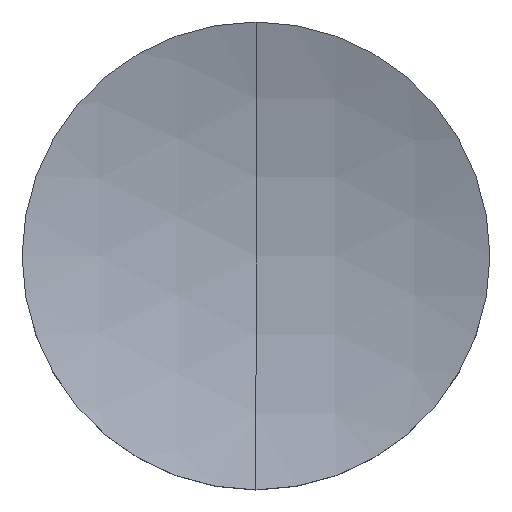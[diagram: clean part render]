
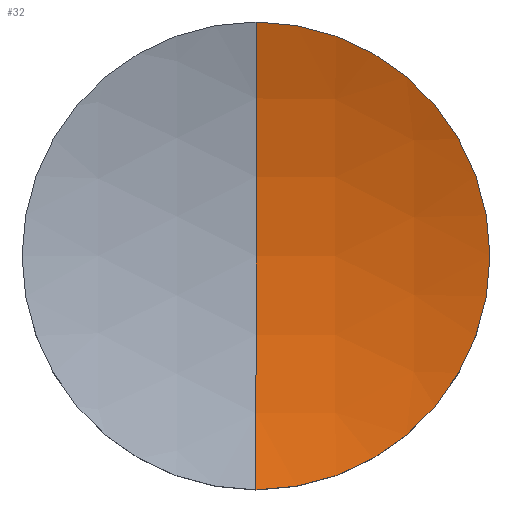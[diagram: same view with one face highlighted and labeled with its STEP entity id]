
A CAD part, top view. The second image highlights one B-rep face of the part: STEP entity #32.
In plain terms, the highlighted spherical face has radius 38.6 mm.
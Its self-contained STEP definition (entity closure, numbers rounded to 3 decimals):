
#11 = VERTEX_POINT ( 'NONE', #80 ) ;
#15 = ORIENTED_EDGE ( 'NONE', *, *, #49, .T. ) ;
#19 = ORIENTED_EDGE ( 'NONE', *, *, #20, .T. ) ;
#20 = EDGE_CURVE ( 'NONE', #37, #50, #88, .T. ) ;
#32 = ADVANCED_FACE ( 'NONE', ( #132 ), #136, .F. ) ;
#33 = EDGE_LOOP ( 'NONE', ( #63, #35, #19, #15 ) ) ;
#35 = ORIENTED_EDGE ( 'NONE', *, *, #36, .T. ) ;
#36 = EDGE_CURVE ( 'NONE', #65, #37, #111, .T. ) ;
#37 = VERTEX_POINT ( 'NONE', #141 ) ;
#49 = EDGE_CURVE ( 'NONE', #50, #11, #147, .T. ) ;
#50 = VERTEX_POINT ( 'NONE', #191 ) ;
#63 = ORIENTED_EDGE ( 'NONE', *, *, #64, .F. ) ;
#64 = EDGE_CURVE ( 'NONE', #65, #11, #162, .T. ) ;
#65 = VERTEX_POINT ( 'NONE', #163 ) ;
#71 = DIRECTION ( 'NONE',  ( 0., 0., 1. ) ) ;
#75 = DIRECTION ( 'NONE',  ( 1., 0., 0. ) ) ;
#80 = CARTESIAN_POINT ( 'NONE',  ( 0., 12.5, 2.79 ) ) ;
#87 = AXIS2_PLACEMENT_3D ( 'NONE', #96, #71, #75 ) ;
#88 = CIRCLE ( 'NONE', #87, 12.5 ) ;
#96 = CARTESIAN_POINT ( 'NONE',  ( 0., 0., 2.79 ) ) ;
#108 = DIRECTION ( 'NONE',  ( -1., 0., 0. ) ) ;
#109 = CARTESIAN_POINT ( 'NONE',  ( 0., 0., 39.31 ) ) ;
#110 = AXIS2_PLACEMENT_3D ( 'NONE', #109, #108, #142 ) ;
#111 = CIRCLE ( 'NONE', #110, 38.6 ) ;
#112 = DIRECTION ( 'NONE',  ( 0., 1., 0. ) ) ;
#113 = DIRECTION ( 'NONE',  ( -1., 0., 0. ) ) ;
#132 = FACE_OUTER_BOUND ( 'NONE', #33, .T. ) ;
#134 = CARTESIAN_POINT ( 'NONE',  ( 0., 0., 39.31 ) ) ;
#135 = AXIS2_PLACEMENT_3D ( 'NONE', #134, #113, #112 ) ;
#136 = SPHERICAL_SURFACE ( 'NONE', #135, 38.6 ) ;
#141 = CARTESIAN_POINT ( 'NONE',  ( 0., -12.5, 2.79 ) ) ;
#142 = DIRECTION ( 'NONE',  ( 0., -1., 0. ) ) ;
#145 = DIRECTION ( 'NONE',  ( 0., 0., -1. ) ) ;
#146 = DIRECTION ( 'NONE',  ( 1., 0., 0. ) ) ;
#147 = CIRCLE ( 'NONE', #193, 12.5 ) ;
#161 = AXIS2_PLACEMENT_3D ( 'NONE', #183, #146, #145 ) ;
#162 = CIRCLE ( 'NONE', #161, 38.6 ) ;
#163 = CARTESIAN_POINT ( 'NONE',  ( 0., 0., 0.71 ) ) ;
#183 = CARTESIAN_POINT ( 'NONE',  ( 0., 0., 39.31 ) ) ;
#191 = CARTESIAN_POINT ( 'NONE',  ( 12.5, 0., 2.79 ) ) ;
#192 = CARTESIAN_POINT ( 'NONE',  ( 0., 0., 2.79 ) ) ;
#193 = AXIS2_PLACEMENT_3D ( 'NONE', #192, #196, #195 ) ;
#195 = DIRECTION ( 'NONE',  ( 1., 0., 0. ) ) ;
#196 = DIRECTION ( 'NONE',  ( 0., 0., 1. ) ) ;
